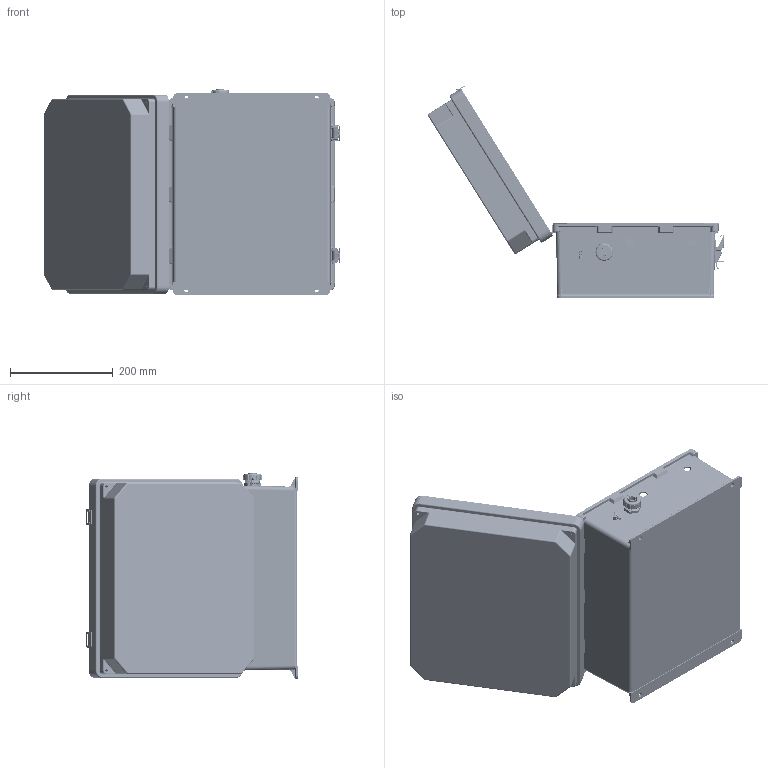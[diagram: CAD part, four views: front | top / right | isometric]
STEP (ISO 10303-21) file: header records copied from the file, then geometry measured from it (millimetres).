
FILE_DESCRIPTION (( 'STEP AP214' ), '1' );
FILE_NAME ('NB141207-EH0_3D.step', '2025-10-28T17:14:40', ( '' ), ( '' ), 'SwSTEP 2.0', 'SolidWorks 2025', '' );
FILE_SCHEMA (( 'AUTOMOTIVE_DESIGN' ));
Length unit declared in the file: inch
Products named in the file (29): XFS-0059; XF1056-01; XMH-0007; XFN-0013; NB141207-Hinge; XMH-0006; XFN-0003; XFS-0031; XFS-0026; XCT-0011; XCT-0010; XFW-0004; XFS-0017; MJSCVR; 1AM07-189; NB141207-DoorClasp-2; NEMA GroundWire-2; XC-0003; XF797-02; XFW-0002; NB141207-Box; XCTB-0002; NB141207-Lid-2; NB141207-EH0_3D; NB141207-DoorClasp-1; XMH-0041; XCT-0005; 10-32 NEMA PLATE SCREW; XHIC-HTR220
Assembly tree (46 placements, depth 2):
  NB141207-EH0_3D
    NB141207-Box
    NB141207-Hinge  x2
    NB141207-Lid-2
    NB141207-DoorClasp-1  x2
    NB141207-DoorClasp-2  x2
    XC-0003
    XFS-0026
    XCT-0005
    XFN-0003  x2
    XFW-0002
    XF1056-01
    XCT-0010
    XCT-0011
    XCTB-0002
    XFN-0013  x2
    10-32 NEMA PLATE SCREW  x4
    XFS-0017  x5
    XF797-02
    XMH-0007  x4
    NEMA GroundWire-2
    XMH-0041
    XFS-0059  x2
    XHIC-HTR220
    XFW-0004  x2
    XMH-0006
    1AM07-189
    MJSCVR  x2
    XFS-0031
Bounding box: 578.07 x 413.05 x 402.37 mm (x, y, z)
Volume: 2556665 mm3; surface area: 1453924.5 mm2
Topology: 54 solids, 55 shells, 5243 faces, 13005 edges, 7905 vertices
Faces by surface type: plane 1844, cone 1409, cylinder 1372, torus 373, bspline 211, sphere 34
Entity records: 123115 total; most frequent: CARTESIAN_POINT 31647, DIRECTION 19125, ORIENTED_EDGE 18990, EDGE_CURVE 9495, AXIS2_PLACEMENT_3D 6975, VERTEX_POINT 5894, LINE 5175, VECTOR 5175
